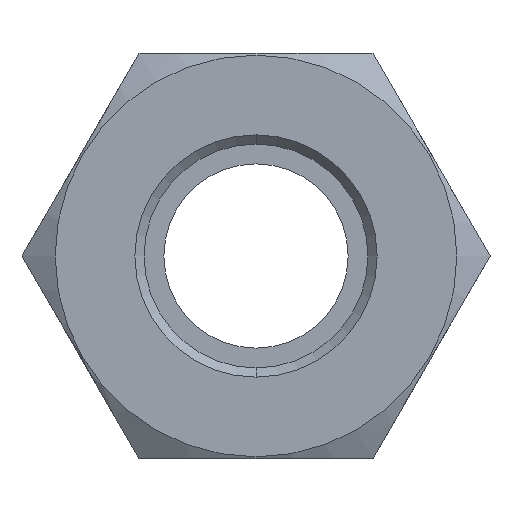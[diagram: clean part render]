
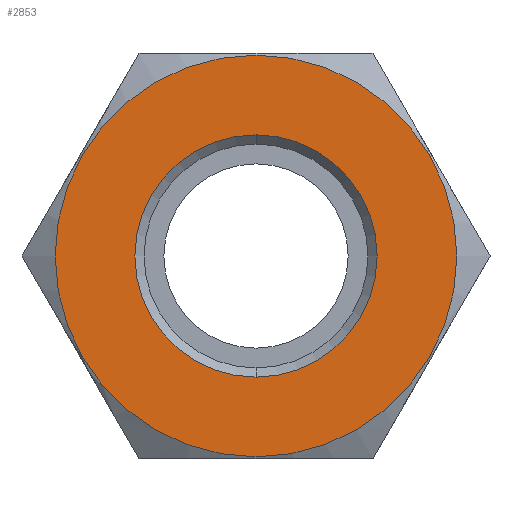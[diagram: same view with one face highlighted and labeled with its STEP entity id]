
A CAD part, front view. The second image highlights one B-rep face of the part: STEP entity #2853.
In plain terms, the highlighted planar face has unit normal (0, -1, 0).
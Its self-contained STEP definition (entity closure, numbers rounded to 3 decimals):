
#500 = AXIS2_PLACEMENT_3D ( 'NONE', #1795, #1796, #1797 ) ;
#629 = AXIS2_PLACEMENT_3D ( 'NONE', #2225, #2226, #2227 ) ;
#633 = AXIS2_PLACEMENT_3D ( 'NONE', #2222, #2223, #2224 ) ;
#634 = CIRCLE ( 'NONE', #629, 6.575 ) ;
#654 = CIRCLE ( 'NONE', #633, 10.9 ) ;
#671 = AXIS2_PLACEMENT_3D ( 'NONE', #2610, #2611, #2612 ) ;
#675 = CIRCLE ( 'NONE', #671, 10.9 ) ;
#676 = AXIS2_PLACEMENT_3D ( 'NONE', #2603, #2604, #2605 ) ;
#686 = CIRCLE ( 'NONE', #676, 6.575 ) ;
#936 = EDGE_CURVE ( 'NONE', #1050, #1048, #686, .T. ) ;
#939 = EDGE_CURVE ( 'NONE', #1051, #1052, #675, .T. ) ;
#1048 = VERTEX_POINT ( 'NONE', #2631 ) ;
#1050 = VERTEX_POINT ( 'NONE', #2633 ) ;
#1051 = VERTEX_POINT ( 'NONE', #2634 ) ;
#1052 = VERTEX_POINT ( 'NONE', #2635 ) ;
#1294 = ORIENTED_EDGE ( 'NONE', *, *, #936, .T. ) ;
#1295 = ORIENTED_EDGE ( 'NONE', *, *, #2775, .T. ) ;
#1296 = ORIENTED_EDGE ( 'NONE', *, *, #939, .T. ) ;
#1297 = ORIENTED_EDGE ( 'NONE', *, *, #2774, .T. ) ;
#1303 = EDGE_LOOP ( 'NONE', ( #1294, #1295 ) ) ;
#1393 = EDGE_LOOP ( 'NONE', ( #1297, #1296 ) ) ;
#1794 = PLANE ( 'NONE',  #500 ) ;
#1795 = CARTESIAN_POINT ( 'NONE',  ( -10.9, -10.512, 0. ) ) ;
#1796 = DIRECTION ( 'NONE',  ( 0., 1., 0. ) ) ;
#1797 = DIRECTION ( 'NONE',  ( 0., 0., -1. ) ) ;
#2222 = CARTESIAN_POINT ( 'NONE',  ( 0., -10.512, 0. ) ) ;
#2223 = DIRECTION ( 'NONE',  ( 0., -1., 0. ) ) ;
#2224 = DIRECTION ( 'NONE',  ( 0., 0., 1. ) ) ;
#2225 = CARTESIAN_POINT ( 'NONE',  ( 0., -10.512, 0. ) ) ;
#2226 = DIRECTION ( 'NONE',  ( 0., 1., 0. ) ) ;
#2227 = DIRECTION ( 'NONE',  ( 0., 0., -1. ) ) ;
#2369 = FACE_BOUND ( 'NONE', #1303, .T. ) ;
#2370 = FACE_OUTER_BOUND ( 'NONE', #1393, .T. ) ;
#2603 = CARTESIAN_POINT ( 'NONE',  ( 0., -10.512, 0. ) ) ;
#2604 = DIRECTION ( 'NONE',  ( 0., 1., 0. ) ) ;
#2605 = DIRECTION ( 'NONE',  ( 0., 0., -1. ) ) ;
#2610 = CARTESIAN_POINT ( 'NONE',  ( 0., -10.512, 0. ) ) ;
#2611 = DIRECTION ( 'NONE',  ( 0., -1., 0. ) ) ;
#2612 = DIRECTION ( 'NONE',  ( 0., 0., 1. ) ) ;
#2631 = CARTESIAN_POINT ( 'NONE',  ( 0., -10.512, -6.575 ) ) ;
#2633 = CARTESIAN_POINT ( 'NONE',  ( 0., -10.512, 6.575 ) ) ;
#2634 = CARTESIAN_POINT ( 'NONE',  ( 0., -10.512, 10.9 ) ) ;
#2635 = CARTESIAN_POINT ( 'NONE',  ( 0., -10.512, -10.9 ) ) ;
#2774 = EDGE_CURVE ( 'NONE', #1052, #1051, #654, .T. ) ;
#2775 = EDGE_CURVE ( 'NONE', #1048, #1050, #634, .T. ) ;
#2853 = ADVANCED_FACE ( 'NONE', ( #2369, #2370 ), #1794, .F. ) ;
